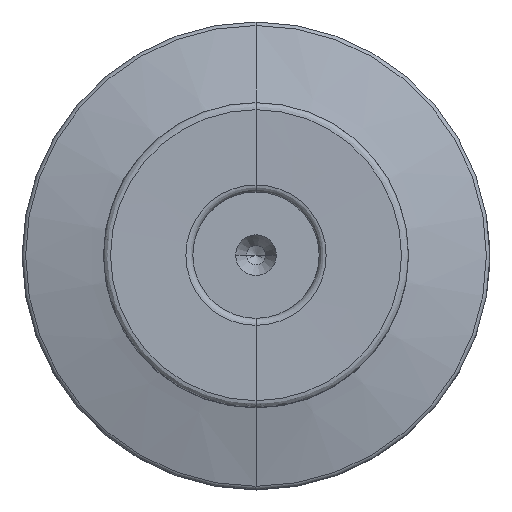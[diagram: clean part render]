
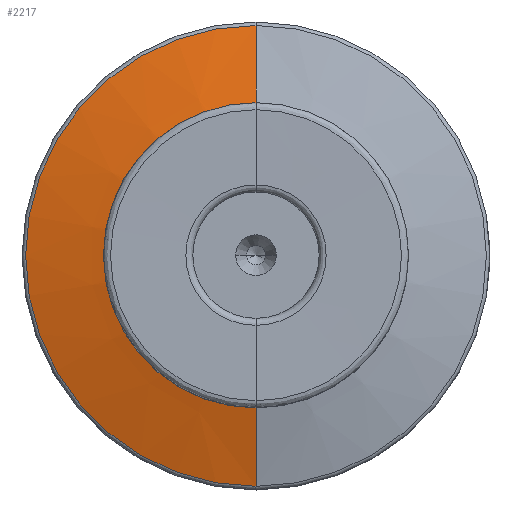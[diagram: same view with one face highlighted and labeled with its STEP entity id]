
A CAD part, top view. The second image highlights one B-rep face of the part: STEP entity #2217.
In plain terms, the highlighted conical face has half-angle 75 degrees and reference radius 17.427 mm.
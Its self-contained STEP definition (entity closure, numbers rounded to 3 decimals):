
#146=CARTESIAN_POINT('',(0.,0.,10.599));
#147=DIRECTION('',(0.,0.,1.));
#148=DIRECTION('',(0.,1.,0.));
#149=AXIS2_PLACEMENT_3D('',#146,#147,#148);
#151=DIRECTION('',(0.,-0.966,0.259));
#152=VECTOR('',#151,13.879);
#153=CARTESIAN_POINT('',(0.,24.129,10.599));
#154=LINE('',#153,#152);
#155=CARTESIAN_POINT('',(0.,0.,14.191));
#156=DIRECTION('',(0.,0.,1.));
#157=DIRECTION('',(0.,1.,0.));
#158=AXIS2_PLACEMENT_3D('',#155,#156,#157);
#160=DIRECTION('',(0.,0.966,0.259));
#161=VECTOR('',#160,13.879);
#162=CARTESIAN_POINT('',(0.,-24.129,
10.599));
#163=LINE('',#162,#161);
#2002=CARTESIAN_POINT('',(0.,24.129,10.599));
#2003=CARTESIAN_POINT('',(0.,-24.129,10.599));
#2004=VERTEX_POINT('',#2002);
#2005=VERTEX_POINT('',#2003);
#2010=CARTESIAN_POINT('',(0.,10.724,14.191));
#2011=CARTESIAN_POINT('',(0.,-10.724,14.191));
#2012=VERTEX_POINT('',#2010);
#2013=VERTEX_POINT('',#2011);
#2203=CARTESIAN_POINT('',(0.,0.,12.395));
#2204=DIRECTION('',(0.,0.,-1.));
#2205=DIRECTION('',(0.,-1.,0.));
#2206=AXIS2_PLACEMENT_3D('',#2203,#2204,#2205);
#2207=CONICAL_SURFACE('',#2206,17.426,75.);
#2209=ORIENTED_EDGE('',*,*,#2208,.F.);
#2211=ORIENTED_EDGE('',*,*,#2210,.T.);
#2212=ORIENTED_EDGE('',*,*,#2193,.T.);
#2214=ORIENTED_EDGE('',*,*,#2213,.F.);
#2215=EDGE_LOOP('',(#2209,#2211,#2212,#2214));
#2216=FACE_OUTER_BOUND('',#2215,.F.);
#2217=ADVANCED_FACE('',(#2216),#2207,.T.);
#150=CIRCLE('',#149,24.129);
#159=CIRCLE('',#158,10.724);
#2193=EDGE_CURVE('',#2012,#2013,#159,.T.);
#2208=EDGE_CURVE('',#2004,#2005,#150,.T.);
#2210=EDGE_CURVE('',#2004,#2012,#154,.T.);
#2213=EDGE_CURVE('',#2005,#2013,#163,.T.);
